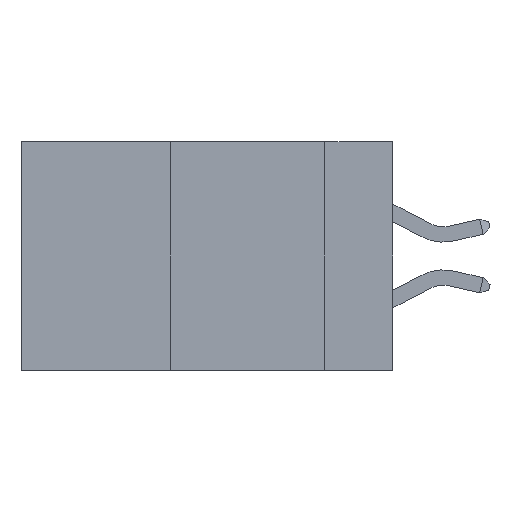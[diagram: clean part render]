
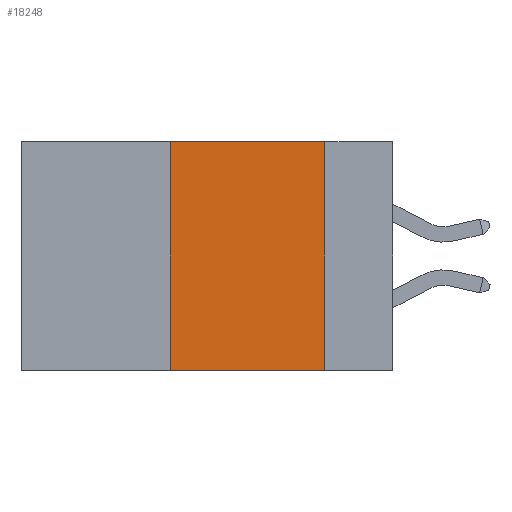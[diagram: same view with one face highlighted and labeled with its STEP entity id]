
A CAD part, left-side view. The second image highlights one B-rep face of the part: STEP entity #18248.
In plain terms, the highlighted planar face has unit normal (-1, 0, 0).
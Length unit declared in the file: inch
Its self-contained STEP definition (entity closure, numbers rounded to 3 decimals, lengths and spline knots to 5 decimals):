
#33 = DIRECTION ( 'NONE',  ( 0., -1., 0. ) ) ;
#1555 = VECTOR ( 'NONE', #17384, 39.37008 ) ;
#2230 = VECTOR ( 'NONE', #21163, 39.37008 ) ;
#2607 = DIRECTION ( 'NONE',  ( 1., 0., 0. ) ) ;
#3275 = ORIENTED_EDGE ( 'NONE', *, *, #3718, .T. ) ;
#3558 = ORIENTED_EDGE ( 'NONE', *, *, #3864, .F. ) ;
#3718 = EDGE_CURVE ( 'NONE', #15709, #10797, #20997, .T. ) ;
#3864 = EDGE_CURVE ( 'NONE', #15709, #20677, #21805, .T. ) ;
#3900 = EDGE_CURVE ( 'NONE', #3913, #10797, #7834, .T. ) ;
#3913 = VERTEX_POINT ( 'NONE', #8334 ) ;
#5989 = ORIENTED_EDGE ( 'NONE', *, *, #3900, .F. ) ;
#6314 = CARTESIAN_POINT ( 'NONE',  ( 0., 0.36, 0. ) ) ;
#6539 = CARTESIAN_POINT ( 'NONE',  ( 0., 0.6, 0. ) ) ;
#7259 = VECTOR ( 'NONE', #8173, 39.37008 ) ;
#7834 = LINE ( 'NONE', #10151, #1555 ) ;
#7909 = LINE ( 'NONE', #6539, #2230 ) ;
#8173 = DIRECTION ( 'NONE',  ( 0., 0., 1. ) ) ;
#8334 = CARTESIAN_POINT ( 'NONE',  ( 0., 0.11, 0. ) ) ;
#9676 = ORIENTED_EDGE ( 'NONE', *, *, #16956, .F. ) ;
#10151 = CARTESIAN_POINT ( 'NONE',  ( 0., 0.11, 0. ) ) ;
#10155 = CARTESIAN_POINT ( 'NONE',  ( 0., 0.6, 0. ) ) ;
#10797 = VERTEX_POINT ( 'NONE', #19986 ) ;
#13532 = EDGE_LOOP ( 'NONE', ( #5989, #9676, #3558, #3275 ) ) ;
#13971 = FACE_OUTER_BOUND ( 'NONE', #13532, .T. ) ;
#15017 = CARTESIAN_POINT ( 'NONE',  ( 0., 0.36, -0.37 ) ) ;
#15110 = CARTESIAN_POINT ( 'NONE',  ( 0., 0.6, -0.37 ) ) ;
#15665 = PLANE ( 'NONE',  #17646 ) ;
#15709 = VERTEX_POINT ( 'NONE', #15017 ) ;
#15745 = DIRECTION ( 'NONE',  ( 0., 0., -1. ) ) ;
#16956 = EDGE_CURVE ( 'NONE', #20677, #3913, #7909, .T. ) ;
#17384 = DIRECTION ( 'NONE',  ( 0., 0., -1. ) ) ;
#17646 = AXIS2_PLACEMENT_3D ( 'NONE', #10155, #2607, #15745 ) ;
#18248 = ADVANCED_FACE ( 'NONE', ( #13971 ), #15665, .F. ) ;
#19986 = CARTESIAN_POINT ( 'NONE',  ( 0., 0.11, -0.37 ) ) ;
#20443 = VECTOR ( 'NONE', #33, 39.37008 ) ;
#20677 = VERTEX_POINT ( 'NONE', #23619 ) ;
#20997 = LINE ( 'NONE', #15110, #20443 ) ;
#21163 = DIRECTION ( 'NONE',  ( 0., -1., 0. ) ) ;
#21805 = LINE ( 'NONE', #6314, #7259 ) ;
#23619 = CARTESIAN_POINT ( 'NONE',  ( 0., 0.36, 0. ) ) ;
